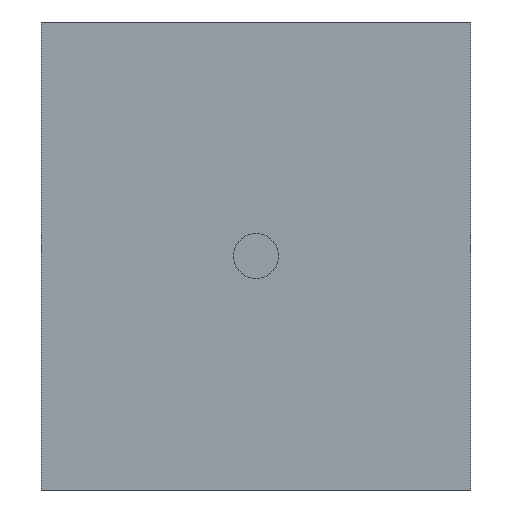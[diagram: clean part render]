
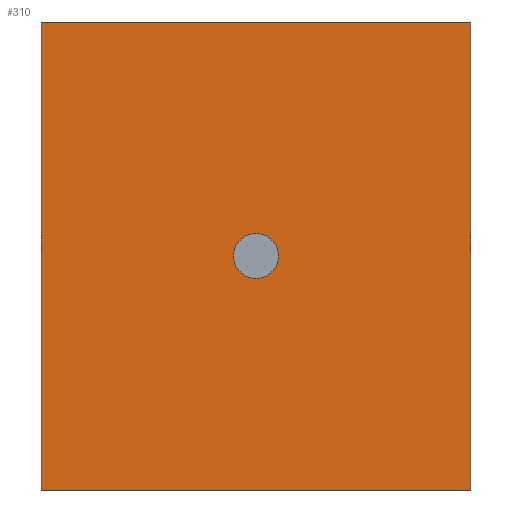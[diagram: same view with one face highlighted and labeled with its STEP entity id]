
A CAD part, left-side view. The second image highlights one B-rep face of the part: STEP entity #310.
In plain terms, the highlighted planar face has unit normal (-1, 0, 0).
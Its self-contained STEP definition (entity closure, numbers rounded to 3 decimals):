
#10 = DIRECTION ( 'NONE',  ( 0., 0., -1. ) ) ;
#25 = EDGE_CURVE ( 'NONE', #97, #115, #336, .T. ) ;
#26 = EDGE_CURVE ( 'NONE', #85, #98, #334, .T. ) ;
#27 = EDGE_CURVE ( 'NONE', #122, #85, #332, .T. ) ;
#38 = EDGE_CURVE ( 'NONE', #115, #97, #318, .T. ) ;
#40 = DIRECTION ( 'NONE',  ( 0., -1., 0. ) ) ;
#43 = CARTESIAN_POINT ( 'NONE',  ( -23.81, 4.365, 4.76 ) ) ;
#44 = CARTESIAN_POINT ( 'NONE',  ( -23.81, -4.365, -4.76 ) ) ;
#45 = CARTESIAN_POINT ( 'NONE',  ( -23.81, 0., 0. ) ) ;
#46 = DIRECTION ( 'NONE',  ( 1., 0., 0. ) ) ;
#47 = DIRECTION ( 'NONE',  ( 0., 0., -1. ) ) ;
#49 = DIRECTION ( 'NONE',  ( 1., 0., 0. ) ) ;
#52 = CARTESIAN_POINT ( 'NONE',  ( -23.81, -4.365, 4.76 ) ) ;
#53 = PLANE ( 'NONE',  #250 ) ;
#55 = DIRECTION ( 'NONE',  ( 0., 0., -1. ) ) ;
#85 = VERTEX_POINT ( 'NONE', #253 ) ;
#94 = VERTEX_POINT ( 'NONE', #264 ) ;
#97 = VERTEX_POINT ( 'NONE', #262 ) ;
#98 = VERTEX_POINT ( 'NONE', #263 ) ;
#113 = EDGE_LOOP ( 'NONE', ( #198, #206, #204, #205 ) ) ;
#115 = VERTEX_POINT ( 'NONE', #271 ) ;
#119 = EDGE_LOOP ( 'NONE', ( #199, #212 ) ) ;
#122 = VERTEX_POINT ( 'NONE', #288 ) ;
#138 = EDGE_CURVE ( 'NONE', #94, #98, #316, .T. ) ;
#141 = EDGE_CURVE ( 'NONE', #122, #94, #236, .T. ) ;
#170 = CARTESIAN_POINT ( 'NONE',  ( -23.81, -4.365, 4.76 ) ) ;
#173 = DIRECTION ( 'NONE',  ( 0., 0., -1. ) ) ;
#177 = CARTESIAN_POINT ( 'NONE',  ( -23.81, -4.365, 4.76 ) ) ;
#178 = DIRECTION ( 'NONE',  ( 0., -1., 0. ) ) ;
#198 = ORIENTED_EDGE ( 'NONE', *, *, #26, .T. ) ;
#199 = ORIENTED_EDGE ( 'NONE', *, *, #38, .T. ) ;
#204 = ORIENTED_EDGE ( 'NONE', *, *, #141, .F. ) ;
#205 = ORIENTED_EDGE ( 'NONE', *, *, #27, .T. ) ;
#206 = ORIENTED_EDGE ( 'NONE', *, *, #138, .F. ) ;
#212 = ORIENTED_EDGE ( 'NONE', *, *, #25, .T. ) ;
#218 = FACE_OUTER_BOUND ( 'NONE', #113, .T. ) ;
#222 = FACE_BOUND ( 'NONE', #119, .T. ) ;
#232 = VECTOR ( 'NONE', #178, 1000. ) ;
#236 = LINE ( 'NONE', #177, #232 ) ;
#250 = AXIS2_PLACEMENT_3D ( 'NONE', #52, #49, #55 ) ;
#253 = CARTESIAN_POINT ( 'NONE',  ( -23.81, 4.365, -4.76 ) ) ;
#262 = CARTESIAN_POINT ( 'NONE',  ( -23.81, 0., 0.457 ) ) ;
#263 = CARTESIAN_POINT ( 'NONE',  ( -23.81, -4.365, -4.76 ) ) ;
#264 = CARTESIAN_POINT ( 'NONE',  ( -23.81, -4.365, 4.76 ) ) ;
#271 = CARTESIAN_POINT ( 'NONE',  ( -23.81, 0., -0.457 ) ) ;
#285 = CARTESIAN_POINT ( 'NONE',  ( -23.81, 0., 0. ) ) ;
#286 = DIRECTION ( 'NONE',  ( 1., 0., 0. ) ) ;
#287 = DIRECTION ( 'NONE',  ( 0., 0., -1. ) ) ;
#288 = CARTESIAN_POINT ( 'NONE',  ( -23.81, 4.365, 4.76 ) ) ;
#295 = AXIS2_PLACEMENT_3D ( 'NONE', #45, #46, #47 ) ;
#300 = AXIS2_PLACEMENT_3D ( 'NONE', #285, #286, #287 ) ;
#310 = ADVANCED_FACE ( 'NONE', ( #222, #218 ), #53, .F. ) ;
#311 = VECTOR ( 'NONE', #173, 1000. ) ;
#316 = LINE ( 'NONE', #170, #311 ) ;
#318 = CIRCLE ( 'NONE', #300, 0.457 ) ;
#328 = VECTOR ( 'NONE', #10, 1000. ) ;
#330 = VECTOR ( 'NONE', #40, 1000. ) ;
#332 = LINE ( 'NONE', #43, #328 ) ;
#334 = LINE ( 'NONE', #44, #330 ) ;
#336 = CIRCLE ( 'NONE', #295, 0.457 ) ;
